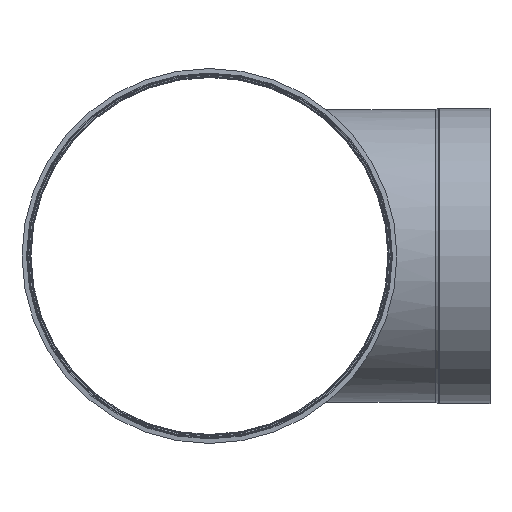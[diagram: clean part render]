
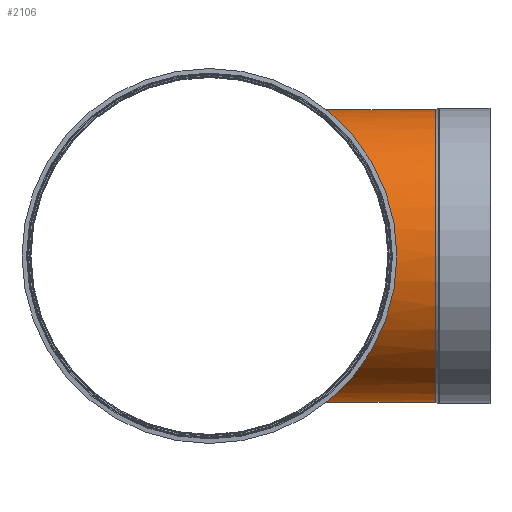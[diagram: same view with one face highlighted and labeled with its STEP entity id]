
A CAD part, front view. The second image highlights one B-rep face of the part: STEP entity #2106.
In plain terms, the highlighted cylindrical face has radius 201 mm (diameter 402 mm), a partial arc.
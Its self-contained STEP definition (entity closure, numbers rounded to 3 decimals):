
#193=CIRCLE('',#2360,201.);
#331=LINE('',#3966,#455);
#334=LINE('',#3972,#458);
#455=VECTOR('',#2964,59.688);
#458=VECTOR('',#2969,59.688);
#670=FACE_OUTER_BOUND('',#816,.T.);
#816=EDGE_LOOP('',(#1712,#1713,#1714,#1715));
#874=B_SPLINE_CURVE_WITH_KNOTS('',3,(#3764,#3765,#3766,#3767,#3768,#3769,
#3770,#3771,#3772,#3773,#3774,#3775,#3776,#3777,#3778,#3779,#3780,#3781,
#3782,#3783,#3784,#3785,#3786,#3787,#3788,#3789,#3790,#3791,#3792,#3793,
#3794,#3795,#3796,#3797,#3798,#3799,#3800,#3801,#3802,#3803,#3804,#3805,
#3806,#3807,#3808,#3809,#3810,#3811,#3812,#3813,#3814,#3815,#3816,#3817,
#3818,#3819,#3820,#3821,#3822,#3823,#3824,#3825,#3826,#3827,#3828,#3829,
#3830,#3831,#3832,#3833,#3834,#3835,#3836,#3837,#3838,#3839,#3840,#3841,
#3842,#3843,#3844,#3845,#3846,#3847,#3848,#3849,#3850,#3851,#3852,#3853,
#3854,#3855,#3856,#3857,#3858,#3859,#3860,#3861,#3862),.UNSPECIFIED.,.F.,
 .F.,(4,2,2,2,2,2,2,2,2,2,2,2,3,2,2,2,2,2,2,2,2,2,2,2,2,2,2,2,2,2,2,2,2,
2,2,2,2,2,2,2,2,2,2,2,2,2,2,2,4),(97.537,99.501,101.499,
103.497,105.495,109.491,113.488,115.552,
117.617,121.745,125.874,127.939,130.003,
132.068,134.132,138.261,142.39,144.454,
146.519,150.515,154.511,156.509,158.508,
160.506,162.504,164.502,166.5,168.498,
170.497,174.493,178.489,180.554,182.618,
186.747,190.876,192.94,195.005,197.069,
199.134,203.262,207.391,209.456,211.52,
215.517,219.513,221.511,223.509,225.507,
227.506),.UNSPECIFIED.);
#982=VERTEX_POINT('',#3760);
#984=VERTEX_POINT('',#3763);
#986=VERTEX_POINT('',#3965);
#988=VERTEX_POINT('',#3971);
#1231=EDGE_CURVE('',#984,#982,#874,.T.);
#1234=EDGE_CURVE('',#986,#984,#331,.T.);
#1237=EDGE_CURVE('',#988,#982,#334,.T.);
#1238=EDGE_CURVE('',#988,#986,#193,.T.);
#1712=ORIENTED_EDGE('',*,*,#1231,.T.);
#1713=ORIENTED_EDGE('',*,*,#1237,.F.);
#1714=ORIENTED_EDGE('',*,*,#1238,.T.);
#1715=ORIENTED_EDGE('',*,*,#1234,.T.);
#1844=CYLINDRICAL_SURFACE('',#2359,201.);
#2106=ADVANCED_FACE('',(#670),#1844,.T.);
#2359=AXIS2_PLACEMENT_3D('',#3970,#2967,#2968);
#2360=AXIS2_PLACEMENT_3D('',#3973,#2970,#2971);
#2964=DIRECTION('',(0.,-1.,0.));
#2967=DIRECTION('center_axis',(0.,-1.,0.));
#2968=DIRECTION('ref_axis',(-1.,0.,0.));
#2969=DIRECTION('',(0.,-1.,0.));
#2970=DIRECTION('center_axis',(0.,-1.,0.));
#2971=DIRECTION('ref_axis',(-1.,0.,0.));
#3760=CARTESIAN_POINT('',(-201.,200.,0.));
#3763=CARTESIAN_POINT('',(-201.,200.,0.351));
#3764=CARTESIAN_POINT('Ctrl Pts',(-201.,200.,0.351));
#3765=CARTESIAN_POINT('Ctrl Pts',(-200.988,199.991,6.897));
#3766=CARTESIAN_POINT('Ctrl Pts',(-200.656,199.723,13.503));
#3767=CARTESIAN_POINT('Ctrl Pts',(-199.316,198.648,26.826));
#3768=CARTESIAN_POINT('Ctrl Pts',(-198.298,197.831,33.543));
#3769=CARTESIAN_POINT('Ctrl Pts',(-195.583,195.665,46.843));
#3770=CARTESIAN_POINT('Ctrl Pts',(-193.888,194.315,53.426));
#3771=CARTESIAN_POINT('Ctrl Pts',(-189.856,191.128,66.343));
#3772=CARTESIAN_POINT('Ctrl Pts',(-187.52,189.291,72.677));
#3773=CARTESIAN_POINT('Ctrl Pts',(-179.645,183.154,91.146));
#3774=CARTESIAN_POINT('Ctrl Pts',(-173.217,178.21,102.774));
#3775=CARTESIAN_POINT('Ctrl Pts',(-158.691,167.389,124.032));
#3776=CARTESIAN_POINT('Ctrl Pts',(-150.592,161.517,133.665));
#3777=CARTESIAN_POINT('Ctrl Pts',(-137.757,152.647,146.5));
#3778=CARTESIAN_POINT('Ctrl Pts',(-133.121,149.516,150.731));
#3779=CARTESIAN_POINT('Ctrl Pts',(-123.372,143.147,158.81));
#3780=CARTESIAN_POINT('Ctrl Pts',(-118.258,139.911,162.657));
#3781=CARTESIAN_POINT('Ctrl Pts',(-102.285,130.248,173.506));
#3782=CARTESIAN_POINT('Ctrl Pts',(-90.793,123.861,179.809));
#3783=CARTESIAN_POINT('Ctrl Pts',(-66.55,112.521,190.12));
#3784=CARTESIAN_POINT('Ctrl Pts',(-53.782,107.574,194.139));
#3785=CARTESIAN_POINT('Ctrl Pts',(-33.991,102.361,198.22));
#3786=CARTESIAN_POINT('Ctrl Pts',(-27.286,100.992,199.256));
#3787=CARTESIAN_POINT('Ctrl Pts',(-13.731,99.139,200.646));
#3788=CARTESIAN_POINT('Ctrl Pts',(-6.881,98.657,201.));
#3789=CARTESIAN_POINT('Ctrl Pts',(0.,98.657,201.));
#3790=CARTESIAN_POINT('Ctrl Pts',(6.881,98.657,201.));
#3791=CARTESIAN_POINT('Ctrl Pts',(13.731,99.139,200.646));
#3792=CARTESIAN_POINT('Ctrl Pts',(27.286,100.992,199.256));
#3793=CARTESIAN_POINT('Ctrl Pts',(33.991,102.361,198.22));
#3794=CARTESIAN_POINT('Ctrl Pts',(53.782,107.574,194.139));
#3795=CARTESIAN_POINT('Ctrl Pts',(66.55,112.521,190.12));
#3796=CARTESIAN_POINT('Ctrl Pts',(90.793,123.861,179.809));
#3797=CARTESIAN_POINT('Ctrl Pts',(102.285,130.248,173.506));
#3798=CARTESIAN_POINT('Ctrl Pts',(118.258,139.911,162.657));
#3799=CARTESIAN_POINT('Ctrl Pts',(123.372,143.147,158.81));
#3800=CARTESIAN_POINT('Ctrl Pts',(133.121,149.516,150.731));
#3801=CARTESIAN_POINT('Ctrl Pts',(137.757,152.647,146.5));
#3802=CARTESIAN_POINT('Ctrl Pts',(150.592,161.517,133.665));
#3803=CARTESIAN_POINT('Ctrl Pts',(158.691,167.389,124.032));
#3804=CARTESIAN_POINT('Ctrl Pts',(173.217,178.21,102.774));
#3805=CARTESIAN_POINT('Ctrl Pts',(179.645,183.154,91.146));
#3806=CARTESIAN_POINT('Ctrl Pts',(187.52,189.291,72.677));
#3807=CARTESIAN_POINT('Ctrl Pts',(189.856,191.128,66.343));
#3808=CARTESIAN_POINT('Ctrl Pts',(193.888,194.315,53.426));
#3809=CARTESIAN_POINT('Ctrl Pts',(195.583,195.665,46.843));
#3810=CARTESIAN_POINT('Ctrl Pts',(198.298,197.831,33.543));
#3811=CARTESIAN_POINT('Ctrl Pts',(199.316,198.648,26.826));
#3812=CARTESIAN_POINT('Ctrl Pts',(200.668,199.732,13.385));
#3813=CARTESIAN_POINT('Ctrl Pts',(201.,200.,6.661));
#3814=CARTESIAN_POINT('Ctrl Pts',(201.,200.,-6.661));
#3815=CARTESIAN_POINT('Ctrl Pts',(200.668,199.732,-13.385));
#3816=CARTESIAN_POINT('Ctrl Pts',(199.316,198.648,-26.826));
#3817=CARTESIAN_POINT('Ctrl Pts',(198.298,197.831,-33.543));
#3818=CARTESIAN_POINT('Ctrl Pts',(195.583,195.665,-46.843));
#3819=CARTESIAN_POINT('Ctrl Pts',(193.888,194.315,-53.426));
#3820=CARTESIAN_POINT('Ctrl Pts',(189.856,191.128,-66.343));
#3821=CARTESIAN_POINT('Ctrl Pts',(187.52,189.291,-72.677));
#3822=CARTESIAN_POINT('Ctrl Pts',(179.645,183.154,-91.146));
#3823=CARTESIAN_POINT('Ctrl Pts',(173.217,178.21,-102.774));
#3824=CARTESIAN_POINT('Ctrl Pts',(158.691,167.389,-124.032));
#3825=CARTESIAN_POINT('Ctrl Pts',(150.592,161.517,-133.665));
#3826=CARTESIAN_POINT('Ctrl Pts',(137.757,152.647,-146.5));
#3827=CARTESIAN_POINT('Ctrl Pts',(133.121,149.516,-150.731));
#3828=CARTESIAN_POINT('Ctrl Pts',(123.372,143.147,-158.81));
#3829=CARTESIAN_POINT('Ctrl Pts',(118.258,139.911,-162.657));
#3830=CARTESIAN_POINT('Ctrl Pts',(102.285,130.248,-173.506));
#3831=CARTESIAN_POINT('Ctrl Pts',(90.793,123.861,-179.809));
#3832=CARTESIAN_POINT('Ctrl Pts',(66.55,112.521,-190.12));
#3833=CARTESIAN_POINT('Ctrl Pts',(53.782,107.574,-194.139));
#3834=CARTESIAN_POINT('Ctrl Pts',(33.991,102.361,-198.22));
#3835=CARTESIAN_POINT('Ctrl Pts',(27.286,100.992,-199.256));
#3836=CARTESIAN_POINT('Ctrl Pts',(13.731,99.139,-200.646));
#3837=CARTESIAN_POINT('Ctrl Pts',(6.881,98.657,-201.));
#3838=CARTESIAN_POINT('Ctrl Pts',(-6.881,98.657,-201.));
#3839=CARTESIAN_POINT('Ctrl Pts',(-13.731,99.139,-200.646));
#3840=CARTESIAN_POINT('Ctrl Pts',(-27.286,100.992,-199.256));
#3841=CARTESIAN_POINT('Ctrl Pts',(-33.991,102.361,-198.22));
#3842=CARTESIAN_POINT('Ctrl Pts',(-53.782,107.574,-194.139));
#3843=CARTESIAN_POINT('Ctrl Pts',(-66.55,112.521,-190.12));
#3844=CARTESIAN_POINT('Ctrl Pts',(-90.793,123.861,-179.809));
#3845=CARTESIAN_POINT('Ctrl Pts',(-102.285,130.248,-173.506));
#3846=CARTESIAN_POINT('Ctrl Pts',(-118.258,139.911,-162.657));
#3847=CARTESIAN_POINT('Ctrl Pts',(-123.372,143.147,-158.81));
#3848=CARTESIAN_POINT('Ctrl Pts',(-133.121,149.516,-150.731));
#3849=CARTESIAN_POINT('Ctrl Pts',(-137.757,152.647,-146.5));
#3850=CARTESIAN_POINT('Ctrl Pts',(-150.592,161.517,-133.665));
#3851=CARTESIAN_POINT('Ctrl Pts',(-158.691,167.389,-124.032));
#3852=CARTESIAN_POINT('Ctrl Pts',(-173.217,178.21,-102.774));
#3853=CARTESIAN_POINT('Ctrl Pts',(-179.645,183.154,-91.146));
#3854=CARTESIAN_POINT('Ctrl Pts',(-187.52,189.291,-72.677));
#3855=CARTESIAN_POINT('Ctrl Pts',(-189.856,191.128,-66.343));
#3856=CARTESIAN_POINT('Ctrl Pts',(-193.888,194.315,-53.426));
#3857=CARTESIAN_POINT('Ctrl Pts',(-195.583,195.665,-46.843));
#3858=CARTESIAN_POINT('Ctrl Pts',(-198.298,197.831,-33.543));
#3859=CARTESIAN_POINT('Ctrl Pts',(-199.316,198.648,-26.826));
#3860=CARTESIAN_POINT('Ctrl Pts',(-200.668,199.732,-13.385));
#3861=CARTESIAN_POINT('Ctrl Pts',(-201.,200.,-6.661));
#3862=CARTESIAN_POINT('Ctrl Pts',(-201.,200.,0.));
#3965=CARTESIAN_POINT('',(-201.,259.688,0.351));
#3966=CARTESIAN_POINT('',(-201.,259.688,0.351));
#3970=CARTESIAN_POINT('Origin',(0.,167.569,0.));
#3971=CARTESIAN_POINT('',(-201.,259.688,0.));
#3972=CARTESIAN_POINT('',(-201.,259.688,0.));
#3973=CARTESIAN_POINT('Origin',(0.,259.688,0.));
